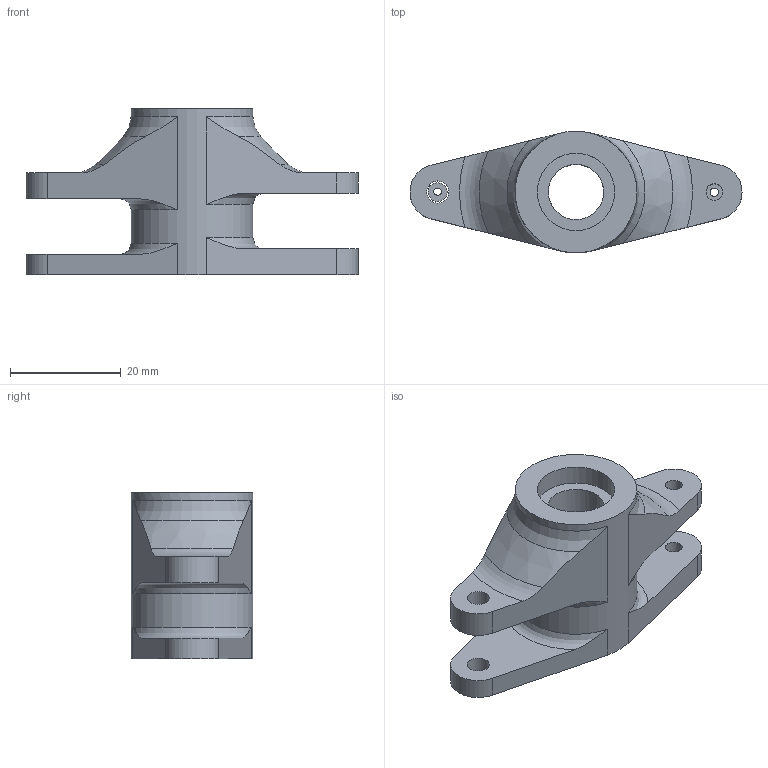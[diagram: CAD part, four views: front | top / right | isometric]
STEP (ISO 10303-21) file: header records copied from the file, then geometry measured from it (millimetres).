
FILE_DESCRIPTION(/* description */ ('Unknown'),/* implementation_level */ '2;1');
FILE_NAME(/* name */ 'Lenkwinkel2.20.2_verbessert',/* time_stamp */ '2024-03-05T09:21:12+01:00',/* author */ ('Unknown'),/* organization */ ('Unknown'),/* preprocessor_version */ 'ST-DEVELOPER v18.102',/* originating_system */ 'Solid Edge',/* authorisation */ 'Unknown');
FILE_SCHEMA (('AUTOMOTIVE_DESIGN {1 0 10303 214 3 1 1}'));
Length unit declared in the file: millimetre
Products named in the file (1): Lenkwinkel2.20.2_verbessert
Bounding box: 60 x 21.96 x 30 mm (x, y, z)
Volume: 14193.4 mm3; surface area: 6372.5 mm2
Topology: 2 solids, 2 shells, 47 faces, 117 edges, 78 vertices
Faces by surface type: plane 21, cylinder 16, torus 8, cone 2
Full cylindrical faces by diameter (mm): 1.5 x1, 3 x2, 3.426 x1, 4 x2, 10 x1, 14 x2, 22 x1
Entity records: 1429 total; most frequent: CARTESIAN_POINT 298, DIRECTION 228, ORIENTED_EDGE 206, EDGE_CURVE 103, AXIS2_PLACEMENT_3D 97, VERTEX_POINT 75, EDGE_LOOP 74, FACE_BOUND 74
